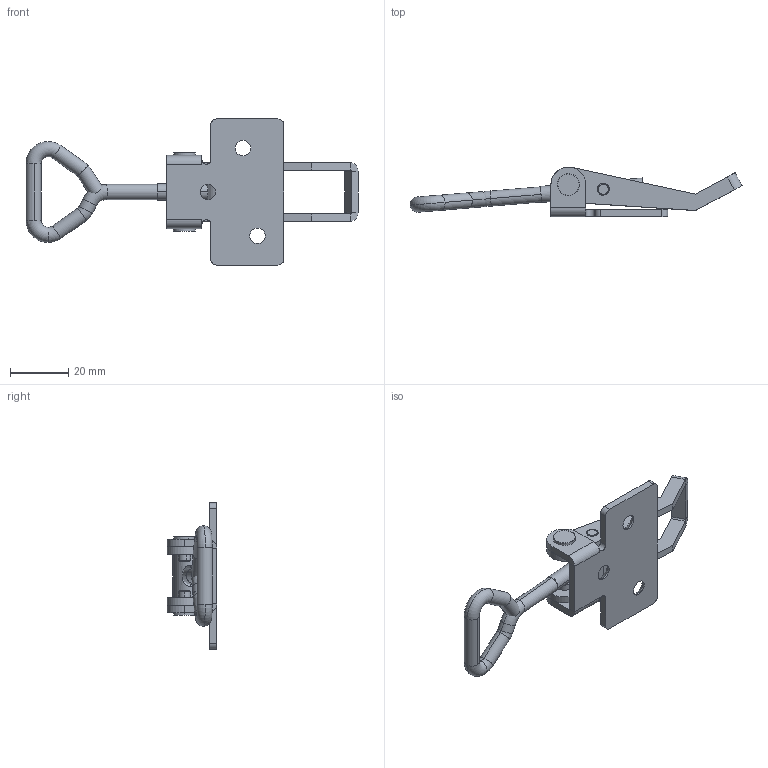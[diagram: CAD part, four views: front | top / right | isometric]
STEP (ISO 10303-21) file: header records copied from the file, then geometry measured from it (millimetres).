
FILE_DESCRIPTION (( 'STEP AP214' ), '1' );
FILE_NAME ('54140 - 702 C RF.STEP', '2016-11-18T11:01:27', ( '' ), ( '' ), 'SwSTEP 2.0', 'SolidWorks 2015', '' );
FILE_SCHEMA (( 'AUTOMOTIVE_DESIGN' ));
Length unit declared in the file: millimetre
Products named in the file (6): 54140 - 702 C RF; 702 - Ansatsnit; 702 - Skruvögla; 702 - Rulle; 702 - Bygel; 702 - C
Assembly tree (6 placements, depth 2):
  54140 - 702 C RF
    702 - C
    702 - Bygel
    702 - Ansatsnit  x2
    702 - Rulle
    702 - Skruvögla
Bounding box: 113.57 x 17 x 50 mm (x, y, z)
Volume: 11364.2 mm3; surface area: 10871.9 mm2
Topology: 6 solids, 6 shells, 160 faces, 353 edges, 212 vertices
Faces by surface type: cylinder 71, plane 57, cone 18, torus 14
Entity records: 4487 total; most frequent: CARTESIAN_POINT 826, DIRECTION 789, ORIENTED_EDGE 654, EDGE_CURVE 327, AXIS2_PLACEMENT_3D 313, VERTEX_POINT 196, EDGE_LOOP 171, LINE 163
